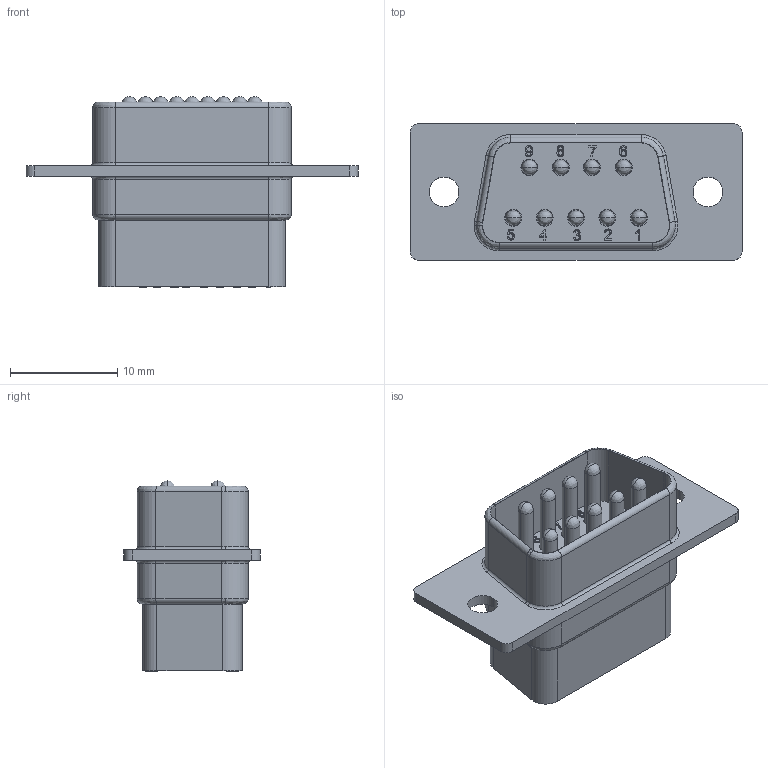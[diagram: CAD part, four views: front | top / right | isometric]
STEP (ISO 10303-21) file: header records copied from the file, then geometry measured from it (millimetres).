
FILE_DESCRIPTION (( 'STEP AP214' ), '1' );
FILE_NAME ('DB9_pins_assy.STEP', '2018-06-26T18:03:27', ( '' ), ( '' ), 'SwSTEP 2.0', 'SolidWorks 2011', '' );
FILE_SCHEMA (( 'AUTOMOTIVE_DESIGN' ));
Length unit declared in the file: millimetre
Products named in the file (3): SW3dPS-9pin dconn with pins assy_9pin dconn; SW3dPS-9pin dconn with pins assy_pin; DB9_pins_assy
Assembly tree (10 placements, depth 2):
  DB9_pins_assy
    SW3dPS-9pin dconn with pins assy_pin  x9
    SW3dPS-9pin dconn with pins assy_9pin dconn
Bounding box: 30.94 x 12.7 x 17.78 mm (x, y, z)
Volume: 2144.1 mm3; surface area: 3288.2 mm2
Topology: 10 solids, 10 shells, 504 faces, 1279 edges, 818 vertices
Faces by surface type: bspline 200, plane 179, cylinder 125
Entity records: 26533 total; most frequent: CARTESIAN_POINT 12682, ORIENTED_EDGE 2150, DIRECTION 1402, EDGE_CURVE 1075, VERTEX_POINT 706, LINE 550, VECTOR 550, EDGE_LOOP 481
